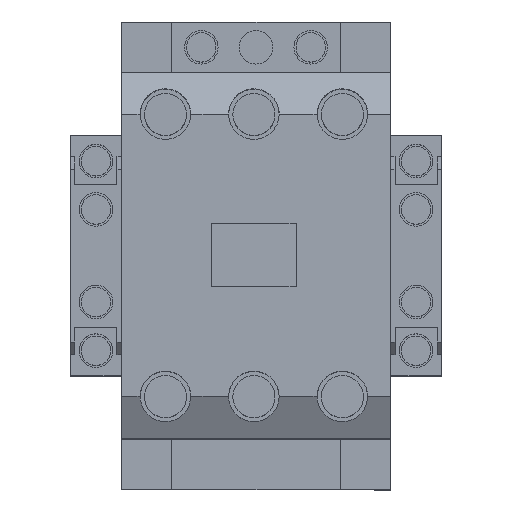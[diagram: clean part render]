
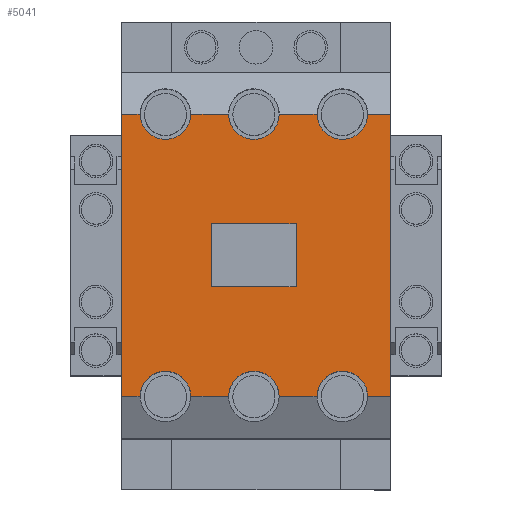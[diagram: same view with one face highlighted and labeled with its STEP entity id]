
A CAD part, top view. The second image highlights one B-rep face of the part: STEP entity #5041.
In plain terms, the highlighted planar face has unit normal (0, 0, 1).
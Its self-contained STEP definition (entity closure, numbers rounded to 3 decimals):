
#275=PLANE('',#5487);
#558=FACE_OUTER_BOUND('',#875,.T.);
#875=EDGE_LOOP('',(#4362,#4363,#4364,#4365,#4366,#4367,#4368,#4369,#4370,
#4371,#4372,#4373,#4374,#4375,#4376,#4377));
#1353=LINE('',#8077,#1911);
#1354=LINE('',#8078,#1912);
#1355=LINE('',#8079,#1913);
#1356=LINE('',#8081,#1914);
#1362=LINE('',#8093,#1920);
#1363=LINE('',#8094,#1921);
#1364=LINE('',#8095,#1922);
#1365=LINE('',#8096,#1923);
#1372=LINE('',#8110,#1930);
#1373=LINE('',#8111,#1931);
#1911=VECTOR('',#6657,304.8);
#1912=VECTOR('',#6658,304.8);
#1913=VECTOR('',#6659,304.8);
#1914=VECTOR('',#6660,304.8);
#1920=VECTOR('',#6668,304.8);
#1921=VECTOR('',#6669,304.8);
#1922=VECTOR('',#6670,304.8);
#1923=VECTOR('',#6671,304.8);
#1930=VECTOR('',#6684,304.8);
#1931=VECTOR('',#6685,304.8);
#2172=CIRCLE('',#5428,6.);
#2175=CIRCLE('',#5434,6.);
#2178=CIRCLE('',#5440,6.);
#2181=CIRCLE('',#5446,6.);
#2184=CIRCLE('',#5452,6.);
#2187=CIRCLE('',#5482,6.);
#2472=VERTEX_POINT('',#7858);
#2474=VERTEX_POINT('',#7861);
#2476=VERTEX_POINT('',#7870);
#2478=VERTEX_POINT('',#7873);
#2480=VERTEX_POINT('',#7882);
#2482=VERTEX_POINT('',#7885);
#2484=VERTEX_POINT('',#7894);
#2486=VERTEX_POINT('',#7897);
#2488=VERTEX_POINT('',#7906);
#2490=VERTEX_POINT('',#7909);
#2542=VERTEX_POINT('',#8066);
#2543=VERTEX_POINT('',#8068);
#2544=VERTEX_POINT('',#8074);
#2546=VERTEX_POINT('',#8080);
#2549=VERTEX_POINT('',#8087);
#2551=VERTEX_POINT('',#8091);
#3067=EDGE_CURVE('',#2472,#2474,#2172,.T.);
#3073=EDGE_CURVE('',#2476,#2478,#2175,.T.);
#3079=EDGE_CURVE('',#2480,#2482,#2178,.T.);
#3085=EDGE_CURVE('',#2484,#2486,#2181,.T.);
#3091=EDGE_CURVE('',#2488,#2490,#2184,.T.);
#3169=EDGE_CURVE('',#2542,#2543,#2187,.T.);
#3171=EDGE_CURVE('',#2543,#2544,#1353,.T.);
#3172=EDGE_CURVE('',#2490,#2542,#1354,.T.);
#3173=EDGE_CURVE('',#2486,#2488,#1355,.T.);
#3174=EDGE_CURVE('',#2546,#2484,#1356,.T.);
#3180=EDGE_CURVE('',#2474,#2551,#1362,.T.);
#3181=EDGE_CURVE('',#2478,#2472,#1363,.T.);
#3182=EDGE_CURVE('',#2482,#2476,#1364,.T.);
#3183=EDGE_CURVE('',#2549,#2480,#1365,.T.);
#3190=EDGE_CURVE('',#2549,#2544,#1372,.T.);
#3191=EDGE_CURVE('',#2546,#2551,#1373,.T.);
#4362=ORIENTED_EDGE('',*,*,#3190,.F.);
#4363=ORIENTED_EDGE('',*,*,#3183,.T.);
#4364=ORIENTED_EDGE('',*,*,#3079,.T.);
#4365=ORIENTED_EDGE('',*,*,#3182,.T.);
#4366=ORIENTED_EDGE('',*,*,#3073,.T.);
#4367=ORIENTED_EDGE('',*,*,#3181,.T.);
#4368=ORIENTED_EDGE('',*,*,#3067,.T.);
#4369=ORIENTED_EDGE('',*,*,#3180,.T.);
#4370=ORIENTED_EDGE('',*,*,#3191,.F.);
#4371=ORIENTED_EDGE('',*,*,#3174,.T.);
#4372=ORIENTED_EDGE('',*,*,#3085,.T.);
#4373=ORIENTED_EDGE('',*,*,#3173,.T.);
#4374=ORIENTED_EDGE('',*,*,#3091,.T.);
#4375=ORIENTED_EDGE('',*,*,#3172,.T.);
#4376=ORIENTED_EDGE('',*,*,#3169,.T.);
#4377=ORIENTED_EDGE('',*,*,#3171,.T.);
#5041=ADVANCED_FACE('',(#558),#275,.T.);
#5428=AXIS2_PLACEMENT_3D('',#7868,#6462,#6463);
#5434=AXIS2_PLACEMENT_3D('',#7880,#6476,#6477);
#5440=AXIS2_PLACEMENT_3D('',#7892,#6490,#6491);
#5446=AXIS2_PLACEMENT_3D('',#7904,#6504,#6505);
#5452=AXIS2_PLACEMENT_3D('',#7916,#6518,#6519);
#5482=AXIS2_PLACEMENT_3D('',#8072,#6652,#6653);
#5487=AXIS2_PLACEMENT_3D('',#8109,#6682,#6683);
#6462=DIRECTION('center_axis',(0.,0.,-1.));
#6463=DIRECTION('ref_axis',(1.,0.,0.));
#6476=DIRECTION('center_axis',(0.,0.,-1.));
#6477=DIRECTION('ref_axis',(1.,0.,0.));
#6490=DIRECTION('center_axis',(0.,0.,-1.));
#6491=DIRECTION('ref_axis',(1.,0.,0.));
#6504=DIRECTION('center_axis',(0.,0.,-1.));
#6505=DIRECTION('ref_axis',(1.,0.,0.));
#6518=DIRECTION('center_axis',(0.,0.,-1.));
#6519=DIRECTION('ref_axis',(1.,0.,0.));
#6652=DIRECTION('center_axis',(0.,0.,-1.));
#6653=DIRECTION('ref_axis',(1.,0.,0.));
#6657=DIRECTION('',(-1.,0.,0.));
#6658=DIRECTION('',(-1.,0.,0.));
#6659=DIRECTION('',(-1.,0.,0.));
#6660=DIRECTION('',(-1.,0.,0.));
#6668=DIRECTION('',(1.,0.,0.));
#6669=DIRECTION('',(1.,0.,0.));
#6670=DIRECTION('',(1.,0.,0.));
#6671=DIRECTION('',(1.,0.,0.));
#6682=DIRECTION('center_axis',(0.,0.,1.));
#6683=DIRECTION('ref_axis',(1.,0.,0.));
#6684=DIRECTION('',(0.,1.,0.));
#6685=DIRECTION('',(0.,-1.,0.));
#7858=CARTESIAN_POINT('',(46.5,-52.,129.));
#7861=CARTESIAN_POINT('',(58.5,-52.,129.));
#7868=CARTESIAN_POINT('Origin',(52.5,-52.,129.));
#7870=CARTESIAN_POINT('',(25.5,-52.,129.));
#7873=CARTESIAN_POINT('',(37.5,-52.,129.));
#7880=CARTESIAN_POINT('Origin',(31.5,-52.,129.));
#7882=CARTESIAN_POINT('',(4.5,-52.,129.));
#7885=CARTESIAN_POINT('',(16.5,-52.,129.));
#7892=CARTESIAN_POINT('Origin',(10.5,-52.,129.));
#7894=CARTESIAN_POINT('',(58.5,15.,129.));
#7897=CARTESIAN_POINT('',(46.5,15.,129.));
#7904=CARTESIAN_POINT('Origin',(52.5,15.,129.));
#7906=CARTESIAN_POINT('',(37.5,15.,129.));
#7909=CARTESIAN_POINT('',(25.5,15.,129.));
#7916=CARTESIAN_POINT('Origin',(31.5,15.,129.));
#8066=CARTESIAN_POINT('',(16.5,15.,129.));
#8068=CARTESIAN_POINT('',(4.5,15.,129.));
#8072=CARTESIAN_POINT('Origin',(10.5,15.,129.));
#8074=CARTESIAN_POINT('',(0.,15.,129.));
#8077=CARTESIAN_POINT('',(4.5,15.,129.));
#8078=CARTESIAN_POINT('',(25.5,15.,129.));
#8079=CARTESIAN_POINT('',(46.5,15.,129.));
#8080=CARTESIAN_POINT('',(64.,15.,129.));
#8081=CARTESIAN_POINT('',(64.,15.,129.));
#8087=CARTESIAN_POINT('',(0.,-52.,129.));
#8091=CARTESIAN_POINT('',(64.,-52.,129.));
#8093=CARTESIAN_POINT('',(58.5,-52.,129.));
#8094=CARTESIAN_POINT('',(37.5,-52.,129.));
#8095=CARTESIAN_POINT('',(16.5,-52.,129.));
#8096=CARTESIAN_POINT('',(0.,-52.,129.));
#8109=CARTESIAN_POINT('Origin',(0.,-52.,
129.));
#8110=CARTESIAN_POINT('',(0.,-52.,129.));
#8111=CARTESIAN_POINT('',(64.,15.,129.));
